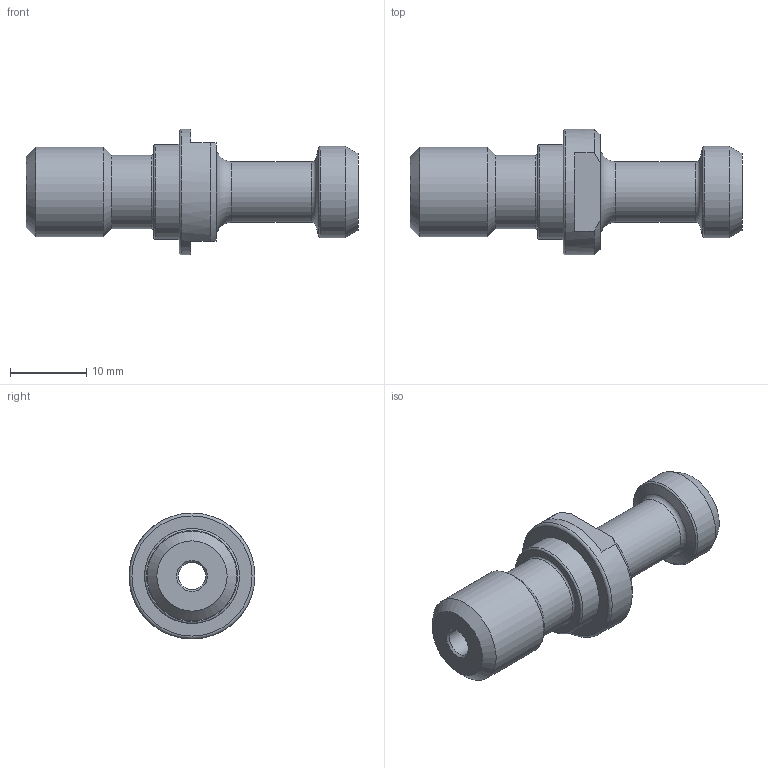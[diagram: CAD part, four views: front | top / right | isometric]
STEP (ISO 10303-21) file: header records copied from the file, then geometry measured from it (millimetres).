
FILE_DESCRIPTION(/* description */ (''),/* implementation_level */ '2;1');
FILE_NAME(/* name */ 'PS-32621-HS.step',/* time_stamp */ '2025-09-05T10:25:32-05:00',/* author */ (''),/* organization */ (''),/* preprocessor_version */ 'ST-DEVELOPER v20.1',/* originating_system */ 'Autodesk Translation Framework v14.10.0.0',/* authorisation */ '');
FILE_SCHEMA (('AUTOMOTIVE_DESIGN { 1 0 10303 214 3 1 1 }'));
Length unit declared in the file: inch
Products named in the file (2): PS-32621-HS; PS-32621-HS_1
Assembly tree (1 placements, depth 2):
  PS-32621-HS
    PS-32621-HS_1
Bounding box: 43.48 x 16.48 x 16.48 mm (x, y, z)
Volume: 3737.7 mm3; surface area: 2418.7 mm2
Topology: 1 solids, 1 shells, 30 faces, 70 edges, 45 vertices
Faces by surface type: plane 9, cone 8, cylinder 7, torus 6
Full cylindrical faces by diameter (mm): 3.556 x1, 7.95 x1, 9.652 x1, 11.76 x1, 11.938 x1, 12.446 x1, 16.485 x1
Entity records: 941 total; most frequent: DIRECTION 177, CARTESIAN_POINT 156, ORIENTED_EDGE 140, AXIS2_PLACEMENT_3D 78, EDGE_CURVE 70, CIRCLE 45, VERTEX_POINT 45, EDGE_LOOP 35
